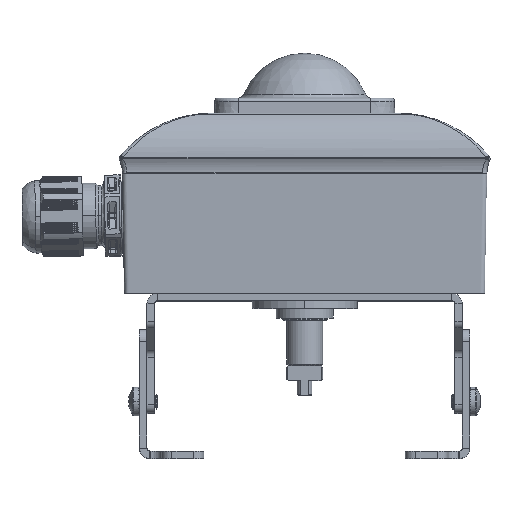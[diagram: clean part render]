
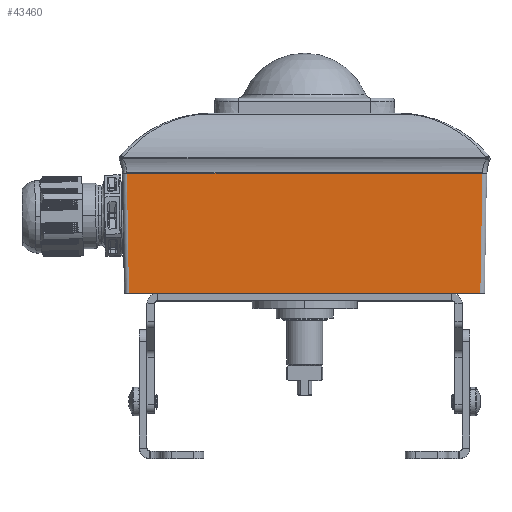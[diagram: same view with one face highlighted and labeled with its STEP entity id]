
A CAD part, top view. The second image highlights one B-rep face of the part: STEP entity #43460.
In plain terms, the highlighted planar face has unit normal (0, -0.018, 1).
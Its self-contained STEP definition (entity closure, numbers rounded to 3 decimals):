
#617 = VECTOR ( 'NONE', #60996, 1000. ) ;
#717 = CARTESIAN_POINT ( 'NONE',  ( -277., 75., 37.5 ) ) ;
#3278 = EDGE_CURVE ( 'NONE', #13242, #55750, #58813, .T. ) ;
#4720 = PLANE ( 'NONE',  #42401 ) ;
#8140 = VECTOR ( 'NONE', #37863, 1000. ) ;
#11908 = LINE ( 'NONE', #60681, #617 ) ;
#12951 = ORIENTED_EDGE ( 'NONE', *, *, #32859, .F. ) ;
#13242 = VERTEX_POINT ( 'NONE', #31211 ) ;
#13398 = CARTESIAN_POINT ( 'NONE',  ( -239.199, 115., 38.198 ) ) ;
#13535 = VERTEX_POINT ( 'NONE', #55361 ) ;
#14264 = CARTESIAN_POINT ( 'NONE',  ( -121.5, 75., 37.5 ) ) ;
#14665 = VECTOR ( 'NONE', #62407, 1000. ) ;
#16483 = ORIENTED_EDGE ( 'NONE', *, *, #23905, .T. ) ;
#16593 = DIRECTION ( 'NONE',  ( 0.017, -1., -0.017 ) ) ;
#16884 = CARTESIAN_POINT ( 'NONE',  ( -277., 115., 38.198 ) ) ;
#17897 = ORIENTED_EDGE ( 'NONE', *, *, #52377, .F. ) ;
#17959 = CARTESIAN_POINT ( 'NONE',  ( -277., 115., 38.198 ) ) ;
#18118 = CARTESIAN_POINT ( 'NONE',  ( -120.802, 115., 38.198 ) ) ;
#18421 = LINE ( 'NONE', #23248, #14665 ) ;
#18852 = DIRECTION ( 'NONE',  ( 0., -0.017, 1. ) ) ;
#19026 = ORIENTED_EDGE ( 'NONE', *, *, #3278, .T. ) ;
#19550 = ORIENTED_EDGE ( 'NONE', *, *, #57507, .T. ) ;
#20299 = DIRECTION ( 'NONE',  ( 1., 0., 0. ) ) ;
#23248 = CARTESIAN_POINT ( 'NONE',  ( -120.85, 112.275, 38.151 ) ) ;
#23905 = EDGE_CURVE ( 'NONE', #13535, #13242, #55110, .T. ) ;
#25453 = VECTOR ( 'NONE', #20299, 1000. ) ;
#29238 = EDGE_LOOP ( 'NONE', ( #12951, #16483, #19026, #19550, #17897, #38501 ) ) ;
#31211 = CARTESIAN_POINT ( 'NONE',  ( -238.501, 75., 37.5 ) ) ;
#31330 = DIRECTION ( 'NONE',  ( 1., 0., 0. ) ) ;
#32859 = EDGE_CURVE ( 'NONE', #13535, #37912, #11908, .T. ) ;
#33810 = VECTOR ( 'NONE', #31330, 1000. ) ;
#34857 = VERTEX_POINT ( 'NONE', #18118 ) ;
#37663 = EDGE_CURVE ( 'NONE', #37912, #39003, #61948, .T. ) ;
#37863 = DIRECTION ( 'NONE',  ( 1., 0., 0. ) ) ;
#37912 = VERTEX_POINT ( 'NONE', #13398 ) ;
#38501 = ORIENTED_EDGE ( 'NONE', *, *, #37663, .F. ) ;
#39003 = VERTEX_POINT ( 'NONE', #49348 ) ;
#39076 = CARTESIAN_POINT ( 'NONE',  ( -277., 115., 38.198 ) ) ;
#41769 = VECTOR ( 'NONE', #16593, 1000. ) ;
#42401 = AXIS2_PLACEMENT_3D ( 'NONE', #39076, #18852, #52579 ) ;
#43460 = ADVANCED_FACE ( 'NONE', ( #63155 ), #4720, .T. ) ;
#46460 = CARTESIAN_POINT ( 'NONE',  ( -239.21, 115.659, 38.21 ) ) ;
#49348 = CARTESIAN_POINT ( 'NONE',  ( -120.802, 115., 38.198 ) ) ;
#50298 = LINE ( 'NONE', #16884, #33810 ) ;
#52377 = EDGE_CURVE ( 'NONE', #39003, #34857, #50298, .T. ) ;
#52579 = DIRECTION ( 'NONE',  ( 0., -1., -0.017 ) ) ;
#55110 = LINE ( 'NONE', #46460, #41769 ) ;
#55361 = CARTESIAN_POINT ( 'NONE',  ( -239.199, 115., 38.198 ) ) ;
#55750 = VERTEX_POINT ( 'NONE', #14264 ) ;
#57507 = EDGE_CURVE ( 'NONE', #55750, #34857, #18421, .T. ) ;
#58813 = LINE ( 'NONE', #717, #25453 ) ;
#60681 = CARTESIAN_POINT ( 'NONE',  ( -277., 115., 38.198 ) ) ;
#60996 = DIRECTION ( 'NONE',  ( 1., 0., 0. ) ) ;
#61948 = LINE ( 'NONE', #17959, #8140 ) ;
#62407 = DIRECTION ( 'NONE',  ( 0.017, 1., 0.017 ) ) ;
#63155 = FACE_OUTER_BOUND ( 'NONE', #29238, .T. ) ;
